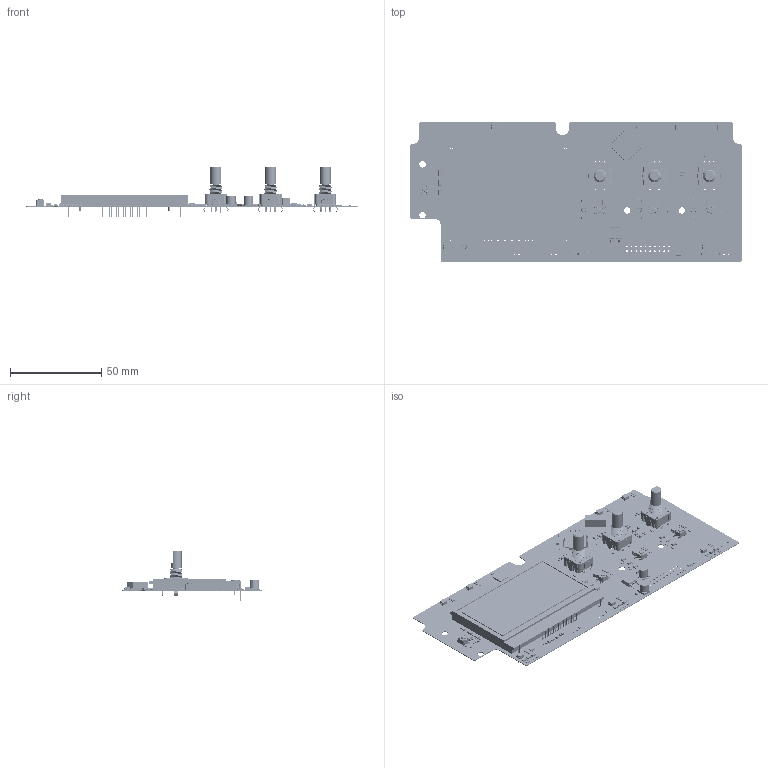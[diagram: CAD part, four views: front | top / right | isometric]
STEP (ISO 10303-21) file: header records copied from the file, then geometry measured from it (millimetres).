
FILE_DESCRIPTION(('Open CASCADE Model'),'2;1');
FILE_NAME('Open CASCADE Shape Model','2020-01-03T15:45:30',('Author'),( 'Open CASCADE'),'Open CASCADE STEP processor 6.8','Open CASCADE 6.8' ,'Unknown');
FILE_SCHEMA(('AUTOMOTIVE_DESIGN { 1 0 10303 214 1 1 1 1 }'));
Length unit declared in the file: millimetre
Products named in the file (210): PCB; Board; Open CASCADE STEP translator 6.8 2.1.1; GLCD1; ERC12864-655; Y1; CRYSTAL_HC49SDLF; 7465498032; Extruded; U4; 6959922240; Open_CASCADE_STEP_translator_6.8_23.1; Body; Open_CASCADE_STEP_translator_6.8_23.2.1; Thermal_Shape; Pin_Shape; Open_CASCADE_STEP_translator_6.8_23.4.1; U3; SOT-23-5; U2; 7345625488; Open_CASCADE_STEP_translator_6.8_11.1; Open_CASCADE_STEP_translator_6.8_11.2.1; Leader; U1; DPAK-1; SW4; TL3305AFxxxxG; SW3; SW2; SW1; R86; RES_1608_0603; R85; R84; R83; R82; R81; R80; R79 ...
Assembly tree (471 placements, depth 5):
  PCB
    Board
      Open CASCADE STEP translator 6.8 2.1.1
    GLCD1
      ERC12864-655
    Y1
      CRYSTAL_HC49SDLF
      7465498032
        Extruded
    U4
      6959922240
        Open_CASCADE_STEP_translator_6.8_23.1
        Body
          Open_CASCADE_STEP_translator_6.8_23.2.1
        Thermal_Shape
        Pin_Shape  x28
          Open_CASCADE_STEP_translator_6.8_23.4.1
    U3
      SOT-23-5
    U2
      7345625488
        Open_CASCADE_STEP_translator_6.8_11.1
        Body
          Open_CASCADE_STEP_translator_6.8_11.2.1
        Leader  x40
        Leader  x40
    U1
      DPAK-1
    SW4
      TL3305AFxxxxG
    SW3
      TL3305AFxxxxG
    SW2
      TL3305AFxxxxG
    SW1
      TL3305AFxxxxG
    R86
      RES_1608_0603
    R85
      RES_1608_0603
    R84
      RES_1608_0603
    R83
      RES_1608_0603
    R82
      RES_1608_0603
    R81
      RES_1608_0603
    R80
      RES_1608_0603
    R79
      RES_1608_0603
    R78
      RES_1608_0603
    R77
      RES_1608_0603
    R76
      RES_1608_0603
    R75
      RES_1608_0603
Bounding box: 182 x 76.5 x 27.9 mm (x, y, z)
Volume: 28607 mm3; surface area: 45004 mm2
Topology: 715 solids, 1035 shells, 17601 faces, 43018 edges, 27737 vertices
Faces by surface type: plane 11230, bspline 4130, cylinder 2155, torus 43, cone 31, sphere 12
Full cylindrical faces by diameter (mm): 0.65 x16, 0.7 x46, 0.75 x1, 0.9 x26, 0.95 x16, 1.04 x4, 1.1 x15, 1.2 x2, 1.5 x1, 2.6 x4, 3.5 x4, 4.375 x1, 5 x1
Entity records: 75501 total; most frequent: CARTESIAN_POINT 17318, DIRECTION 10421, ORIENTED_EDGE 9249, EDGE_CURVE 5074, LINE 3997, VECTOR 3997, VERTEX_POINT 3573, AXIS2_PLACEMENT_3D 3212
